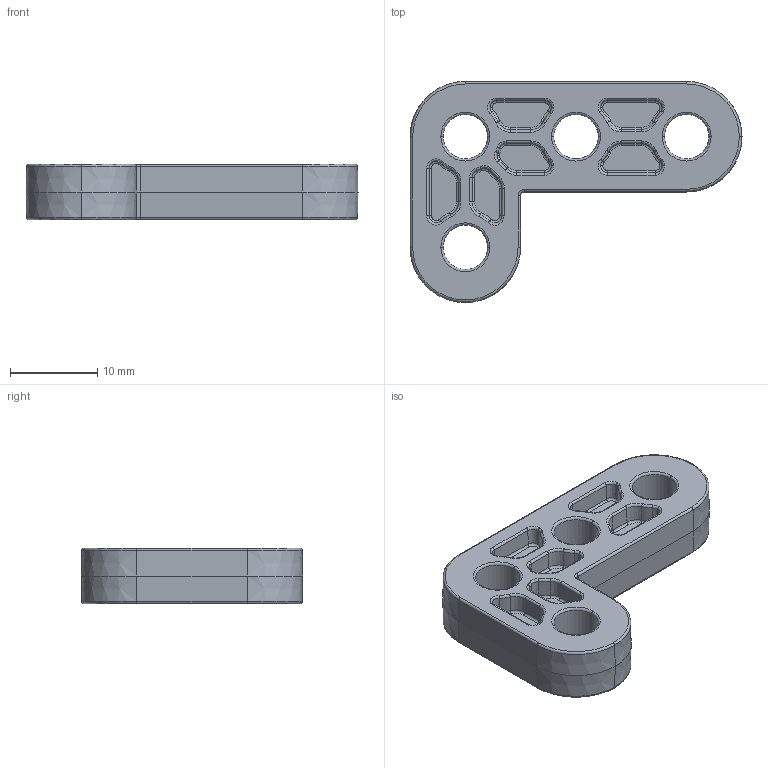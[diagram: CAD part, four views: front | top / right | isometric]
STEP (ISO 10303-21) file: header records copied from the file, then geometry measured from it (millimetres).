
FILE_DESCRIPTION (( 'STEP AP214' ), '1' );
FILE_NAME ('am-5004_2x3 RoBits 2×3 L Gusset.STEP', '2023-03-23T21:12:19', ( '' ), ( '' ), 'SwSTEP 2.0', 'SolidWorks 2022', '' );
FILE_SCHEMA (( 'AUTOMOTIVE_DESIGN' ));
Length unit declared in the file: inch
Products named in the file (1): am-5004_2x3 RoBits 2×3 L Gusset
Bounding box: 38.1 x 25.4 x 6.35 mm (x, y, z)
Volume: 2735.5 mm3; surface area: 2556.6 mm2
Topology: 1 solids, 1 shells, 416 faces, 943 edges, 541 vertices
Faces by surface type: torus 197, cone 93, cylinder 76, plane 50
Entity records: 11787 total; most frequent: DIRECTION 2429, CARTESIAN_POINT 1947, ORIENTED_EDGE 1886, AXIS2_PLACEMENT_3D 1079, EDGE_CURVE 943, CIRCLE 662, VERTEX_POINT 541, EDGE_LOOP 436
